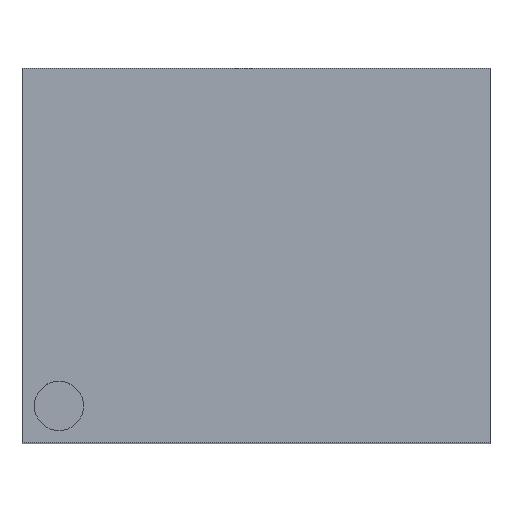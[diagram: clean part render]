
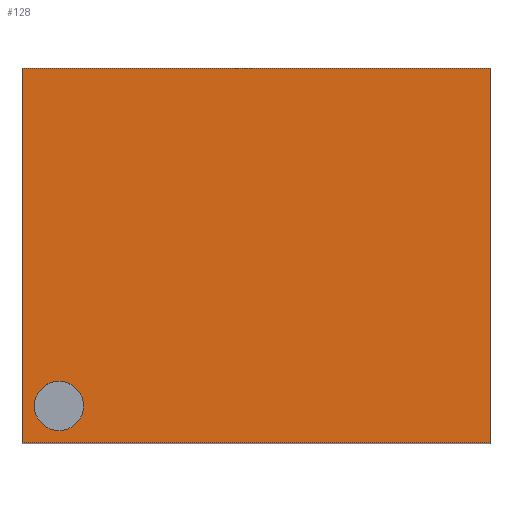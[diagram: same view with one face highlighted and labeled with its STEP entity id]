
A CAD part, top view. The second image highlights one B-rep face of the part: STEP entity #128.
In plain terms, the highlighted planar face has unit normal (0, 0, 1).
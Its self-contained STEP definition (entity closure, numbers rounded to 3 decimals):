
#128 = ADVANCED_FACE('',(#129,#163),#174,.T.);
#129 = FACE_BOUND('',#130,.T.);
#130 = EDGE_LOOP('',(#131,#141,#149,#157));
#131 = ORIENTED_EDGE('',*,*,#132,.T.);
#132 = EDGE_CURVE('',#133,#135,#137,.T.);
#133 = VERTEX_POINT('',#134);
#134 = CARTESIAN_POINT('',(-1.4,7.6,15.5));
#135 = VERTEX_POINT('',#136);
#136 = CARTESIAN_POINT('',(-1.4,-7.6,15.5));
#137 = LINE('',#138,#139);
#138 = CARTESIAN_POINT('',(-1.4,7.6,15.5));
#139 = VECTOR('',#140,1.);
#140 = DIRECTION('',(0.,-1.,0.));
#141 = ORIENTED_EDGE('',*,*,#142,.T.);
#142 = EDGE_CURVE('',#135,#143,#145,.T.);
#143 = VERTEX_POINT('',#144);
#144 = CARTESIAN_POINT('',(17.6,-7.6,15.5));
#145 = LINE('',#146,#147);
#146 = CARTESIAN_POINT('',(-1.4,-7.6,15.5));
#147 = VECTOR('',#148,1.);
#148 = DIRECTION('',(1.,0.,0.));
#149 = ORIENTED_EDGE('',*,*,#150,.T.);
#150 = EDGE_CURVE('',#143,#151,#153,.T.);
#151 = VERTEX_POINT('',#152);
#152 = CARTESIAN_POINT('',(17.6,7.6,15.5));
#153 = LINE('',#154,#155);
#154 = CARTESIAN_POINT('',(17.6,7.6,15.5));
#155 = VECTOR('',#156,1.);
#156 = DIRECTION('',(0.,1.,0.));
#157 = ORIENTED_EDGE('',*,*,#158,.T.);
#158 = EDGE_CURVE('',#151,#133,#159,.T.);
#159 = LINE('',#160,#161);
#160 = CARTESIAN_POINT('',(-1.4,7.6,15.5));
#161 = VECTOR('',#162,1.);
#162 = DIRECTION('',(-1.,0.,0.));
#163 = FACE_BOUND('',#164,.T.);
#164 = EDGE_LOOP('',(#165));
#165 = ORIENTED_EDGE('',*,*,#166,.T.);
#166 = EDGE_CURVE('',#167,#167,#169,.T.);
#167 = VERTEX_POINT('',#168);
#168 = CARTESIAN_POINT('',(1.1,-6.1,15.5));
#169 = CIRCLE('',#170,1.);
#170 = AXIS2_PLACEMENT_3D('',#171,#172,#173);
#171 = CARTESIAN_POINT('',(0.1,-6.1,15.5));
#172 = DIRECTION('',(0.,0.,-1.));
#173 = DIRECTION('',(1.,0.,0.));
#174 = PLANE('',#175);
#175 = AXIS2_PLACEMENT_3D('',#176,#177,#178);
#176 = CARTESIAN_POINT('',(8.1,0.,15.5));
#177 = DIRECTION('',(0.,0.,1.));
#178 = DIRECTION('',(1.,0.,0.));
